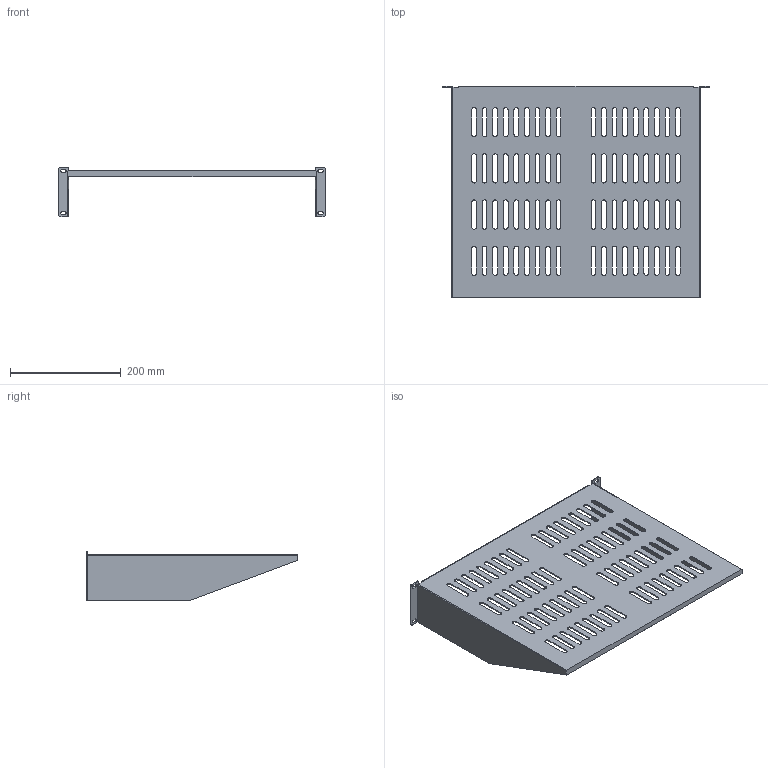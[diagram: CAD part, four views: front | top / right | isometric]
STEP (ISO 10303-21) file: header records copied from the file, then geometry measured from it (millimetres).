
FILE_DESCRIPTION (( 'STEP AP214' ), '1' );
FILE_NAME ('RP00013-2.STEP', '2019-07-16T15:44:04', ( '' ), ( '' ), 'SwSTEP 2.0', 'SolidWorks 2018', '' );
FILE_SCHEMA (( 'AUTOMOTIVE_DESIGN' ));
Length unit declared in the file: inch
Products named in the file (1): RP00013-2
Bounding box: 482.6 x 381.02 x 88.9 mm (x, y, z)
Volume: 392759.3 mm3; surface area: 414831.6 mm2
Topology: 1 solids, 1 shells, 343 faces, 1019 edges, 678 vertices
Faces by surface type: plane 180, cylinder 163
Entity records: 15655 total; most frequent: CARTESIAN_POINT 2041, ORIENTED_EDGE 2038, DIRECTION 2033, EDGE_CURVE 1019, LINE 693, VECTOR 693, VERTEX_POINT 678, AXIS2_PLACEMENT_3D 670
